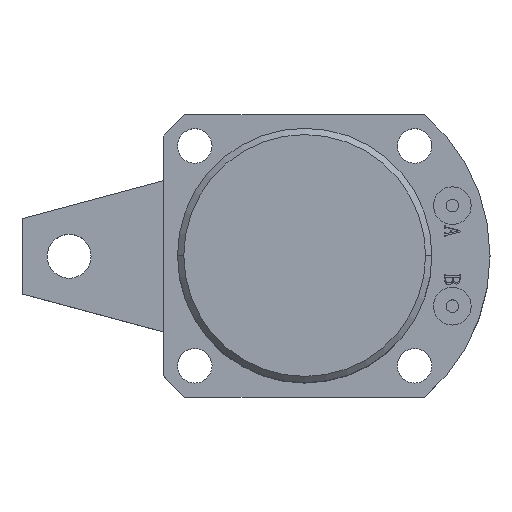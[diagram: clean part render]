
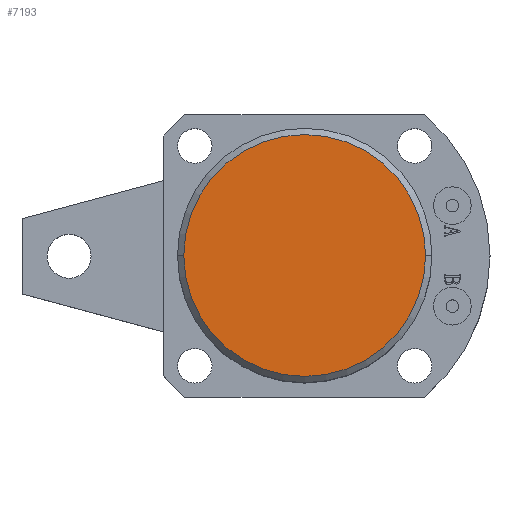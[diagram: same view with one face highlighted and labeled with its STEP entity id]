
A CAD part, top view. The second image highlights one B-rep face of the part: STEP entity #7193.
In plain terms, the highlighted planar face has unit normal (0, 0, 1).
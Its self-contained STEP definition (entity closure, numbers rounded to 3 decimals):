
#148 = AXIS2_PLACEMENT_3D ( 'NONE', #3529, #3528, #3527 ) ;
#442 = CIRCLE ( 'NONE', #579, 38.5 ) ;
#579 = AXIS2_PLACEMENT_3D ( 'NONE', #5493, #5494, #5495 ) ;
#585 = AXIS2_PLACEMENT_3D ( 'NONE', #5527, #5534, #5535 ) ;
#1630 = FACE_OUTER_BOUND ( 'NONE', #4760, .T. ) ;
#2565 = CARTESIAN_POINT ( 'NONE',  ( 38.5, 0., 105. ) ) ;
#2680 = CARTESIAN_POINT ( 'NONE',  ( -38.5, 0., 105. ) ) ;
#3111 = CIRCLE ( 'NONE', #148, 38.5 ) ;
#3527 = DIRECTION ( 'NONE',  ( 1., 0., 0. ) ) ;
#3528 = DIRECTION ( 'NONE',  ( 0., 0., 1. ) ) ;
#3529 = CARTESIAN_POINT ( 'NONE',  ( 0., 0., 105. ) ) ;
#4162 = ORIENTED_EDGE ( 'NONE', *, *, #5724, .T. ) ;
#4163 = ORIENTED_EDGE ( 'NONE', *, *, #7185, .T. ) ;
#4760 = EDGE_LOOP ( 'NONE', ( #4162, #4163 ) ) ;
#4928 = VERTEX_POINT ( 'NONE', #2680 ) ;
#5091 = VERTEX_POINT ( 'NONE', #2565 ) ;
#5493 = CARTESIAN_POINT ( 'NONE',  ( 0., 0., 105. ) ) ;
#5494 = DIRECTION ( 'NONE',  ( 0., 0., 1. ) ) ;
#5495 = DIRECTION ( 'NONE',  ( 1., 0., 0. ) ) ;
#5527 = CARTESIAN_POINT ( 'NONE',  ( 0., 0., 105. ) ) ;
#5533 = PLANE ( 'NONE',  #585 ) ;
#5534 = DIRECTION ( 'NONE',  ( 0., 0., 1. ) ) ;
#5535 = DIRECTION ( 'NONE',  ( 1., 0., 0. ) ) ;
#5724 = EDGE_CURVE ( 'NONE', #4928, #5091, #3111, .T. ) ;
#7185 = EDGE_CURVE ( 'NONE', #5091, #4928, #442, .T. ) ;
#7193 = ADVANCED_FACE ( 'NONE', ( #1630 ), #5533, .T. ) ;
